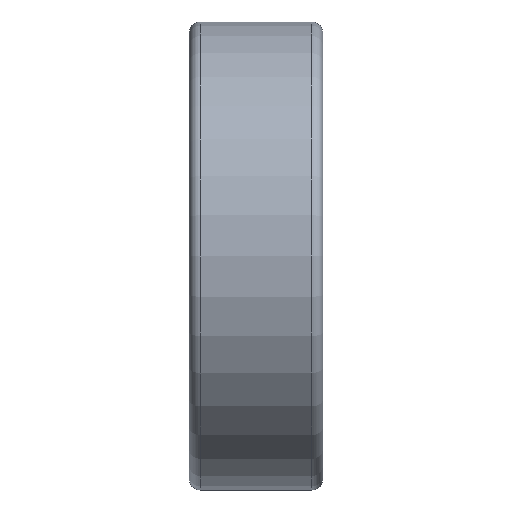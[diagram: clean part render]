
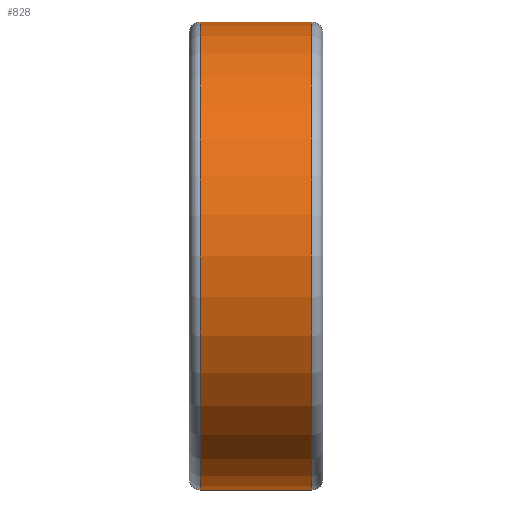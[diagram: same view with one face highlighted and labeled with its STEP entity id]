
A CAD part, left-side view. The second image highlights one B-rep face of the part: STEP entity #828.
In plain terms, the highlighted cylindrical face has radius 21 mm (diameter 42 mm), a partial arc.
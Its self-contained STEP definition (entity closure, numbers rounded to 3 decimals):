
#26 = AXIS2_PLACEMENT_3D ( 'NONE', #567, #1246, #837 ) ;
#37 = VERTEX_POINT ( 'NONE', #531 ) ;
#42 = LINE ( 'NONE', #1003, #769 ) ;
#112 = CARTESIAN_POINT ( 'NONE',  ( 0., -5., 21. ) ) ;
#126 = DIRECTION ( 'NONE',  ( 0., 0., -1. ) ) ;
#130 = AXIS2_PLACEMENT_3D ( 'NONE', #510, #514, #126 ) ;
#132 = CARTESIAN_POINT ( 'NONE',  ( 0., 5., -21. ) ) ;
#139 = ORIENTED_EDGE ( 'NONE', *, *, #444, .F. ) ;
#147 = EDGE_LOOP ( 'NONE', ( #139, #832, #332, #701 ) ) ;
#199 = CARTESIAN_POINT ( 'NONE',  ( 0., 5., 21. ) ) ;
#305 = VECTOR ( 'NONE', #716, 1000. ) ;
#322 = FACE_OUTER_BOUND ( 'NONE', #147, .T. ) ;
#324 = DIRECTION ( 'NONE',  ( 0., 1., 0. ) ) ;
#332 = ORIENTED_EDGE ( 'NONE', *, *, #577, .T. ) ;
#364 = VERTEX_POINT ( 'NONE', #199 ) ;
#395 = CYLINDRICAL_SURFACE ( 'NONE', #26, 21. ) ;
#434 = DIRECTION ( 'NONE',  ( 0., 1., 0. ) ) ;
#444 = EDGE_CURVE ( 'NONE', #37, #575, #42, .T. ) ;
#507 = EDGE_CURVE ( 'NONE', #364, #575, #1052, .T. ) ;
#510 = CARTESIAN_POINT ( 'NONE',  ( 0., 5., 0. ) ) ;
#514 = DIRECTION ( 'NONE',  ( 0., -1., 0. ) ) ;
#531 = CARTESIAN_POINT ( 'NONE',  ( 0., -5., -21. ) ) ;
#567 = CARTESIAN_POINT ( 'NONE',  ( 0., 23.484, 0. ) ) ;
#575 = VERTEX_POINT ( 'NONE', #132 ) ;
#577 = EDGE_CURVE ( 'NONE', #961, #364, #1112, .T. ) ;
#701 = ORIENTED_EDGE ( 'NONE', *, *, #507, .T. ) ;
#710 = CIRCLE ( 'NONE', #1119, 21. ) ;
#716 = DIRECTION ( 'NONE',  ( 0., 1., 0. ) ) ;
#742 = CARTESIAN_POINT ( 'NONE',  ( 0., 23.484, 21. ) ) ;
#769 = VECTOR ( 'NONE', #324, 1000. ) ;
#828 = ADVANCED_FACE ( 'NONE', ( #322 ), #395, .T. ) ;
#832 = ORIENTED_EDGE ( 'NONE', *, *, #1144, .T. ) ;
#837 = DIRECTION ( 'NONE',  ( 0., 0., 1. ) ) ;
#927 = CARTESIAN_POINT ( 'NONE',  ( 0., -5., 0. ) ) ;
#961 = VERTEX_POINT ( 'NONE', #112 ) ;
#1003 = CARTESIAN_POINT ( 'NONE',  ( 0., 23.484, -21. ) ) ;
#1052 = CIRCLE ( 'NONE', #130, 21. ) ;
#1112 = LINE ( 'NONE', #742, #305 ) ;
#1119 = AXIS2_PLACEMENT_3D ( 'NONE', #927, #434, #1123 ) ;
#1123 = DIRECTION ( 'NONE',  ( 0., 0., 1. ) ) ;
#1144 = EDGE_CURVE ( 'NONE', #37, #961, #710, .T. ) ;
#1246 = DIRECTION ( 'NONE',  ( 0., 1., 0. ) ) ;
